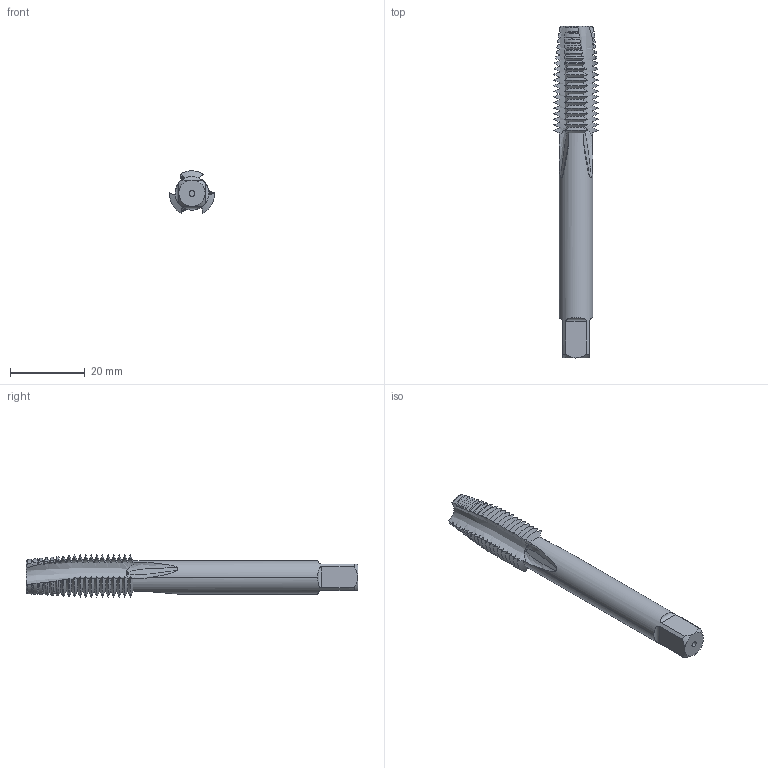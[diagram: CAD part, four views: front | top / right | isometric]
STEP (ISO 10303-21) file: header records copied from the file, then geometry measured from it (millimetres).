
FILE_DESCRIPTION (( 'STEP AP214' ), '1' );
FILE_NAME ('A498 Ìåò÷èê îäíîïðîõîäíûé ñïèðàëüíûé Ì12.STEP', '2021-12-21T09:41:10', ( 'Ïîëüçîâàòåëü Windows' ), ( '' ), 'SwSTEP 2.0', 'SolidWorks 2021', '' );
FILE_SCHEMA (( 'AUTOMOTIVE_DESIGN' ));
Length unit declared in the file: millimetre
Products named in the file (1): A498 Ìåò÷èê îäíîïðîõîäíûé ñïèðàëüíûé Ì12
Bounding box: 12.1 x 89 x 11.36 mm (x, y, z)
Volume: 4861.6 mm3; surface area: 3316.9 mm2
Topology: 1 solids, 1 shells, 292 faces, 858 edges, 569 vertices
Faces by surface type: cone 188, cylinder 85, plane 10, bspline 9
Entity records: 14326 total; most frequent: CARTESIAN_POINT 7776, ORIENTED_EDGE 1716, DIRECTION 879, EDGE_CURVE 858, B_SPLINE_CURVE_WITH_KNOTS 671, VERTEX_POINT 569, AXIS2_PLACEMENT_3D 411, EDGE_LOOP 293
